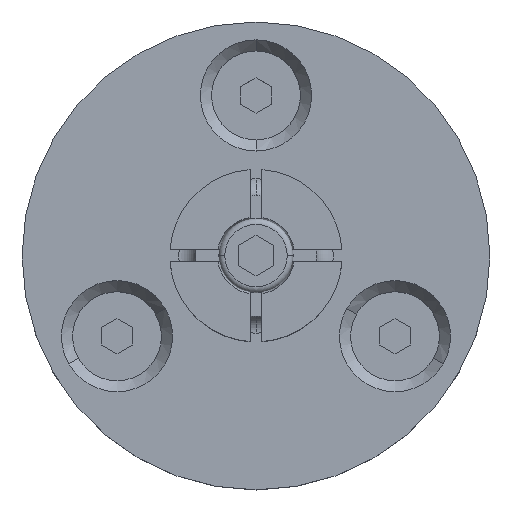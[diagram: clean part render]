
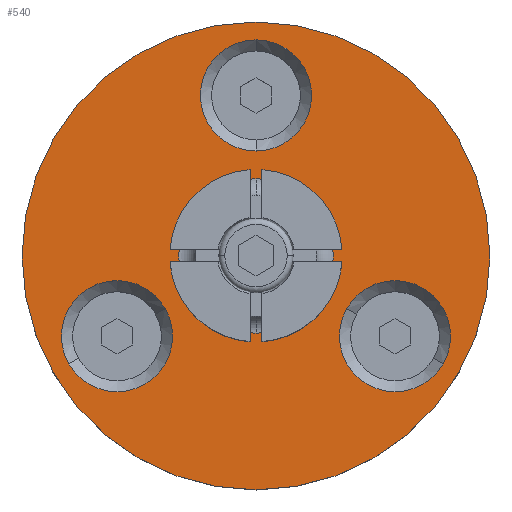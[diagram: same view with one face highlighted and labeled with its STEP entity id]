
A CAD part, top view. The second image highlights one B-rep face of the part: STEP entity #540.
In plain terms, the highlighted planar face has unit normal (0, 0, 1).
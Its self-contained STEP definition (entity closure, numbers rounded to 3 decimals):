
#15 = DIRECTION ( 'NONE',  ( 0., -1., 0. ) ) ;
#33 = EDGE_CURVE ( 'NONE', #2863, #2438, #2415, .T. ) ;
#81 = DIRECTION ( 'NONE',  ( 0., 1., 0. ) ) ;
#98 = CARTESIAN_POINT ( 'NONE',  ( 0., 6.858, 3.048 ) ) ;
#139 = EDGE_LOOP ( 'NONE', ( #2181, #2503 ) ) ;
#325 = AXIS2_PLACEMENT_3D ( 'NONE', #4199, #358, #406 ) ;
#336 = CARTESIAN_POINT ( 'NONE',  ( 0., 3.302, 3.048 ) ) ;
#349 = ORIENTED_EDGE ( 'NONE', *, *, #4287, .T. ) ;
#358 = DIRECTION ( 'NONE',  ( 0., 0., 1. ) ) ;
#363 = EDGE_LOOP ( 'NONE', ( #349, #683 ) ) ;
#406 = DIRECTION ( 'NONE',  ( 0., -1., 0. ) ) ;
#433 = CARTESIAN_POINT ( 'NONE',  ( 5.939, -3.429, 3.048 ) ) ;
#461 = CARTESIAN_POINT ( 'NONE',  ( -5.939, -3.429, 3.048 ) ) ;
#462 = EDGE_CURVE ( 'NONE', #4346, #3125, #3287, .T. ) ;
#469 = VERTEX_POINT ( 'NONE', #336 ) ;
#497 = CARTESIAN_POINT ( 'NONE',  ( 0., 6.858, 3.048 ) ) ;
#524 = ORIENTED_EDGE ( 'NONE', *, *, #33, .F. ) ;
#529 = DIRECTION ( 'NONE',  ( 0., 1., 0. ) ) ;
#533 = ORIENTED_EDGE ( 'NONE', *, *, #3874, .F. ) ;
#540 = ADVANCED_FACE ( 'NONE', ( #1056, #4106, #3786, #2738, #704 ), #3504, .T. ) ;
#547 = CIRCLE ( 'NONE', #4223, 2.375 ) ;
#589 = CARTESIAN_POINT ( 'NONE',  ( 0., 9.995, 3.048 ) ) ;
#672 = DIRECTION ( 'NONE',  ( 0., 0., -1. ) ) ;
#683 = ORIENTED_EDGE ( 'NONE', *, *, #1392, .T. ) ;
#704 = FACE_OUTER_BOUND ( 'NONE', #139, .T. ) ;
#722 = EDGE_CURVE ( 'NONE', #1582, #3690, #4005, .T. ) ;
#735 = DIRECTION ( 'NONE',  ( 0., -1., 0. ) ) ;
#759 = ORIENTED_EDGE ( 'NONE', *, *, #891, .F. ) ;
#790 = AXIS2_PLACEMENT_3D ( 'NONE', #1530, #846, #3951 ) ;
#828 = DIRECTION ( 'NONE',  ( 0., -1., 0. ) ) ;
#846 = DIRECTION ( 'NONE',  ( 0., 0., 1. ) ) ;
#854 = DIRECTION ( 'NONE',  ( 0., 1., 0. ) ) ;
#869 = CIRCLE ( 'NONE', #2508, 2.375 ) ;
#891 = EDGE_CURVE ( 'NONE', #1370, #3330, #1355, .T. ) ;
#918 = EDGE_CURVE ( 'NONE', #3330, #1370, #547, .T. ) ;
#991 = AXIS2_PLACEMENT_3D ( 'NONE', #433, #3765, #2762 ) ;
#1031 = CARTESIAN_POINT ( 'NONE',  ( 0., 4.483, 3.048 ) ) ;
#1056 = FACE_BOUND ( 'NONE', #4029, .T. ) ;
#1074 = ORIENTED_EDGE ( 'NONE', *, *, #918, .F. ) ;
#1087 = DIRECTION ( 'NONE',  ( 0., 0., 1. ) ) ;
#1157 = CARTESIAN_POINT ( 'NONE',  ( -5.939, -3.429, 3.048 ) ) ;
#1185 = CARTESIAN_POINT ( 'NONE',  ( 7.996, -4.616, 3.048 ) ) ;
#1232 = DIRECTION ( 'NONE',  ( 0., 0., 1. ) ) ;
#1355 = CIRCLE ( 'NONE', #1916, 2.375 ) ;
#1370 = VERTEX_POINT ( 'NONE', #1418 ) ;
#1392 = EDGE_CURVE ( 'NONE', #4061, #469, #1516, .T. ) ;
#1418 = CARTESIAN_POINT ( 'NONE',  ( -7.996, -4.616, 3.048 ) ) ;
#1511 = AXIS2_PLACEMENT_3D ( 'NONE', #2582, #3935, #854 ) ;
#1516 = CIRCLE ( 'NONE', #3657, 3.302 ) ;
#1530 = CARTESIAN_POINT ( 'NONE',  ( 5.939, -3.429, 3.048 ) ) ;
#1542 = DIRECTION ( 'NONE',  ( 0., 0., -1. ) ) ;
#1582 = VERTEX_POINT ( 'NONE', #589 ) ;
#1640 = CIRCLE ( 'NONE', #1511, 9.995 ) ;
#1754 = EDGE_LOOP ( 'NONE', ( #759, #1074 ) ) ;
#1916 = AXIS2_PLACEMENT_3D ( 'NONE', #1157, #1087, #15 ) ;
#2111 = DIRECTION ( 'NONE',  ( 0., 0., 1. ) ) ;
#2181 = ORIENTED_EDGE ( 'NONE', *, *, #722, .F. ) ;
#2415 = CIRCLE ( 'NONE', #3075, 2.375 ) ;
#2438 = VERTEX_POINT ( 'NONE', #1031 ) ;
#2471 = CARTESIAN_POINT ( 'NONE',  ( 0., 9.233, 3.048 ) ) ;
#2503 = ORIENTED_EDGE ( 'NONE', *, *, #2879, .F. ) ;
#2508 = AXIS2_PLACEMENT_3D ( 'NONE', #497, #1232, #4259 ) ;
#2582 = CARTESIAN_POINT ( 'NONE',  ( 0., 0., 3.048 ) ) ;
#2738 = FACE_BOUND ( 'NONE', #363, .T. ) ;
#2762 = DIRECTION ( 'NONE',  ( 0., -1., 0. ) ) ;
#2781 = CARTESIAN_POINT ( 'NONE',  ( 3.882, -2.242, 3.048 ) ) ;
#2809 = CARTESIAN_POINT ( 'NONE',  ( 0., 0., 3.048 ) ) ;
#2863 = VERTEX_POINT ( 'NONE', #2471 ) ;
#2879 = EDGE_CURVE ( 'NONE', #3690, #1582, #1640, .T. ) ;
#2885 = AXIS2_PLACEMENT_3D ( 'NONE', #4274, #1542, #529 ) ;
#3047 = CARTESIAN_POINT ( 'NONE',  ( 0., -3.302, 3.048 ) ) ;
#3075 = AXIS2_PLACEMENT_3D ( 'NONE', #98, #3955, #828 ) ;
#3125 = VERTEX_POINT ( 'NONE', #2781 ) ;
#3154 = CARTESIAN_POINT ( 'NONE',  ( 0., -9.995, 3.048 ) ) ;
#3238 = EDGE_LOOP ( 'NONE', ( #524, #3551 ) ) ;
#3287 = CIRCLE ( 'NONE', #991, 2.375 ) ;
#3330 = VERTEX_POINT ( 'NONE', #3422 ) ;
#3422 = CARTESIAN_POINT ( 'NONE',  ( -3.882, -2.242, 3.048 ) ) ;
#3499 = CARTESIAN_POINT ( 'NONE',  ( 0., 0., 3.048 ) ) ;
#3504 = PLANE ( 'NONE',  #325 ) ;
#3510 = AXIS2_PLACEMENT_3D ( 'NONE', #3499, #672, #3780 ) ;
#3551 = ORIENTED_EDGE ( 'NONE', *, *, #3767, .F. ) ;
#3657 = AXIS2_PLACEMENT_3D ( 'NONE', #2809, #3861, #81 ) ;
#3690 = VERTEX_POINT ( 'NONE', #3154 ) ;
#3729 = CIRCLE ( 'NONE', #790, 2.375 ) ;
#3765 = DIRECTION ( 'NONE',  ( 0., 0., 1. ) ) ;
#3767 = EDGE_CURVE ( 'NONE', #2438, #2863, #869, .T. ) ;
#3780 = DIRECTION ( 'NONE',  ( 0., 1., 0. ) ) ;
#3786 = FACE_BOUND ( 'NONE', #3238, .T. ) ;
#3861 = DIRECTION ( 'NONE',  ( 0., 0., -1. ) ) ;
#3874 = EDGE_CURVE ( 'NONE', #3125, #4346, #3729, .T. ) ;
#3889 = CIRCLE ( 'NONE', #2885, 3.302 ) ;
#3935 = DIRECTION ( 'NONE',  ( 0., 0., -1. ) ) ;
#3951 = DIRECTION ( 'NONE',  ( 0., -1., 0. ) ) ;
#3955 = DIRECTION ( 'NONE',  ( 0., 0., 1. ) ) ;
#4005 = CIRCLE ( 'NONE', #3510, 9.995 ) ;
#4029 = EDGE_LOOP ( 'NONE', ( #4318, #533 ) ) ;
#4061 = VERTEX_POINT ( 'NONE', #3047 ) ;
#4106 = FACE_BOUND ( 'NONE', #1754, .T. ) ;
#4199 = CARTESIAN_POINT ( 'NONE',  ( 9.995, 0., 3.048 ) ) ;
#4223 = AXIS2_PLACEMENT_3D ( 'NONE', #461, #2111, #735 ) ;
#4259 = DIRECTION ( 'NONE',  ( 0., -1., 0. ) ) ;
#4274 = CARTESIAN_POINT ( 'NONE',  ( 0., 0., 3.048 ) ) ;
#4287 = EDGE_CURVE ( 'NONE', #469, #4061, #3889, .T. ) ;
#4318 = ORIENTED_EDGE ( 'NONE', *, *, #462, .F. ) ;
#4346 = VERTEX_POINT ( 'NONE', #1185 ) ;
